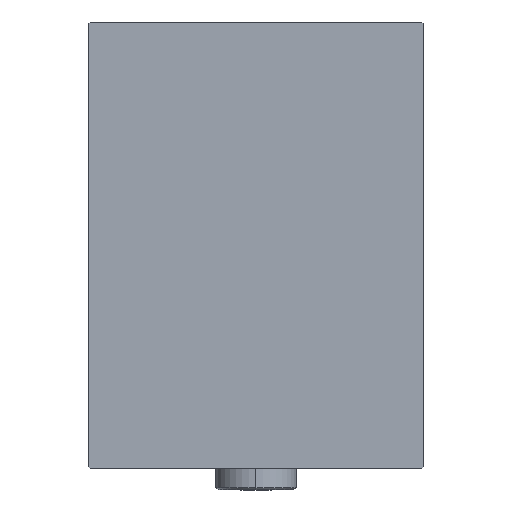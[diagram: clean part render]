
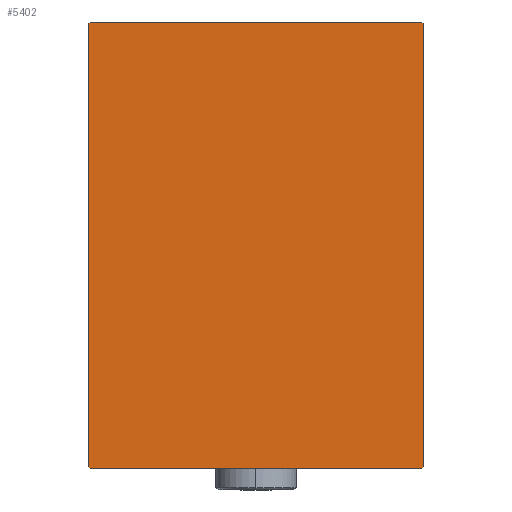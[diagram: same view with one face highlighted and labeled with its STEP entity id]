
A CAD part, left-side view. The second image highlights one B-rep face of the part: STEP entity #5402.
In plain terms, the highlighted face is planar.
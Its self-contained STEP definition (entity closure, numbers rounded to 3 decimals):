
#278 = CARTESIAN_POINT ( 'NONE',  ( 193., 37.5, -49.7 ) ) ;
#1052 = CARTESIAN_POINT ( 'NONE',  ( 193., 0., 0. ) ) ;
#2592 = DIRECTION ( 'NONE',  ( 0., -0.707, -0.707 ) ) ;
#2922 = LINE ( 'NONE', #19736, #36475 ) ;
#3495 = CARTESIAN_POINT ( 'NONE',  ( 193., 37.5, 49.7 ) ) ;
#3503 = ORIENTED_EDGE ( 'NONE', *, *, #27580, .T. ) ;
#5347 = VECTOR ( 'NONE', #34689, 1000. ) ;
#5402 = ADVANCED_FACE ( 'NONE', ( #8231 ), #21230, .T. ) ;
#5551 = CARTESIAN_POINT ( 'NONE',  ( 193., -37.5, -49.7 ) ) ;
#6615 = CARTESIAN_POINT ( 'NONE',  ( 193., -43.6, -43.6 ) ) ;
#6794 = VECTOR ( 'NONE', #34197, 1000. ) ;
#7146 = EDGE_CURVE ( 'NONE', #16250, #25729, #21699, .T. ) ;
#8231 = FACE_OUTER_BOUND ( 'NONE', #25873, .T. ) ;
#8885 = CARTESIAN_POINT ( 'NONE',  ( 193., -43.6, 43.6 ) ) ;
#9557 = VECTOR ( 'NONE', #29355, 1000. ) ;
#9768 = EDGE_CURVE ( 'NONE', #12719, #13145, #20672, .T. ) ;
#9792 = ORIENTED_EDGE ( 'NONE', *, *, #7146, .T. ) ;
#10299 = ORIENTED_EDGE ( 'NONE', *, *, #18759, .T. ) ;
#11280 = LINE ( 'NONE', #31252, #23108 ) ;
#11401 = VECTOR ( 'NONE', #2592, 1000. ) ;
#12256 = ORIENTED_EDGE ( 'NONE', *, *, #40149, .T. ) ;
#12719 = VERTEX_POINT ( 'NONE', #34204 ) ;
#13145 = VERTEX_POINT ( 'NONE', #43474 ) ;
#14048 = VERTEX_POINT ( 'NONE', #19084 ) ;
#14803 = CARTESIAN_POINT ( 'NONE',  ( 193., -37.5, 49.7 ) ) ;
#16250 = VERTEX_POINT ( 'NONE', #3495 ) ;
#17496 = EDGE_CURVE ( 'NONE', #25729, #14048, #11280, .T. ) ;
#18097 = DIRECTION ( 'NONE',  ( 1., 0., 0. ) ) ;
#18759 = EDGE_CURVE ( 'NONE', #25291, #31428, #25982, .T. ) ;
#19084 = CARTESIAN_POINT ( 'NONE',  ( 193., -37.2, 50. ) ) ;
#19736 = CARTESIAN_POINT ( 'NONE',  ( 193., 37.5, -50. ) ) ;
#20229 = CARTESIAN_POINT ( 'NONE',  ( 193., -37.5, -50. ) ) ;
#20672 = LINE ( 'NONE', #20229, #27938 ) ;
#20942 = LINE ( 'NONE', #6615, #6794 ) ;
#20986 = ORIENTED_EDGE ( 'NONE', *, *, #9768, .T. ) ;
#21230 = PLANE ( 'NONE',  #42054 ) ;
#21699 = LINE ( 'NONE', #31597, #33492 ) ;
#21863 = CARTESIAN_POINT ( 'NONE',  ( 193., 43.6, -43.6 ) ) ;
#21883 = DIRECTION ( 'NONE',  ( 0., 0., -1. ) ) ;
#23108 = VECTOR ( 'NONE', #24517, 1000. ) ;
#24517 = DIRECTION ( 'NONE',  ( 0., -1., 0. ) ) ;
#25278 = ORIENTED_EDGE ( 'NONE', *, *, #40007, .T. ) ;
#25291 = VERTEX_POINT ( 'NONE', #14803 ) ;
#25729 = VERTEX_POINT ( 'NONE', #40743 ) ;
#25766 = CARTESIAN_POINT ( 'NONE',  ( 193., -37.5, 50. ) ) ;
#25873 = EDGE_LOOP ( 'NONE', ( #20986, #3503, #25278, #9792, #33012, #12256, #10299, #31199 ) ) ;
#25982 = LINE ( 'NONE', #25766, #9557 ) ;
#26905 = DIRECTION ( 'NONE',  ( 0., 0., 1. ) ) ;
#27580 = EDGE_CURVE ( 'NONE', #13145, #41773, #27719, .T. ) ;
#27719 = LINE ( 'NONE', #21863, #5347 ) ;
#27938 = VECTOR ( 'NONE', #34369, 1000. ) ;
#28218 = DIRECTION ( 'NONE',  ( 0., -0.707, 0.707 ) ) ;
#29245 = EDGE_CURVE ( 'NONE', #31428, #12719, #20942, .T. ) ;
#29355 = DIRECTION ( 'NONE',  ( 0., 0., -1. ) ) ;
#31199 = ORIENTED_EDGE ( 'NONE', *, *, #29245, .T. ) ;
#31252 = CARTESIAN_POINT ( 'NONE',  ( 193., 37.5, 50. ) ) ;
#31428 = VERTEX_POINT ( 'NONE', #5551 ) ;
#31597 = CARTESIAN_POINT ( 'NONE',  ( 193., 43.6, 43.6 ) ) ;
#33012 = ORIENTED_EDGE ( 'NONE', *, *, #17496, .T. ) ;
#33492 = VECTOR ( 'NONE', #28218, 1000. ) ;
#34197 = DIRECTION ( 'NONE',  ( 0., 0.707, -0.707 ) ) ;
#34204 = CARTESIAN_POINT ( 'NONE',  ( 193., -37.2, -50. ) ) ;
#34369 = DIRECTION ( 'NONE',  ( 0., 1., 0. ) ) ;
#34689 = DIRECTION ( 'NONE',  ( 0., 0.707, 0.707 ) ) ;
#36475 = VECTOR ( 'NONE', #26905, 1000. ) ;
#36481 = LINE ( 'NONE', #8885, #11401 ) ;
#40007 = EDGE_CURVE ( 'NONE', #41773, #16250, #2922, .T. ) ;
#40149 = EDGE_CURVE ( 'NONE', #14048, #25291, #36481, .T. ) ;
#40743 = CARTESIAN_POINT ( 'NONE',  ( 193., 37.2, 50. ) ) ;
#41773 = VERTEX_POINT ( 'NONE', #278 ) ;
#42054 = AXIS2_PLACEMENT_3D ( 'NONE', #1052, #18097, #21883 ) ;
#43474 = CARTESIAN_POINT ( 'NONE',  ( 193., 37.2, -50. ) ) ;
